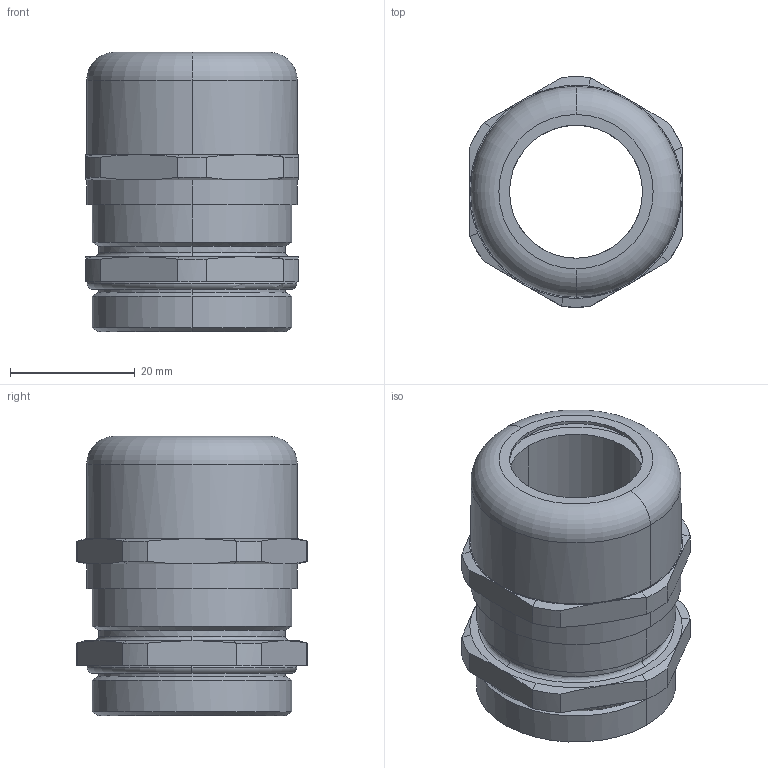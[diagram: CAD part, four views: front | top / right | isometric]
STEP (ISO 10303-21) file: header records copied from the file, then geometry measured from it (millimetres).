
FILE_DESCRIPTION(('CATIA V5R24 STEP','CAx-IF Rec.Pracs.--- Model Styling and Organization---1.2---2011-12-15'),'2;1');
FILE_NAME ('D1458924_0_1909530000_1909530000.stp','2018-06-04T11:02:16+00:00',('none'),('Weidmueller'),'CATIA Version 5-6 Release 2014 SP4 HF52','CATIA V5 STEP AP214','none');
FILE_SCHEMA(('AUTOMOTIVE_DESIGN { 1 0 10303 214 1 1 1 1 }'));
Length unit declared in the file: millimetre
Products named in the file (1): VG_M32_MS
Bounding box: 34 x 36.9 x 44.71 mm (x, y, z)
Volume: 16569.6 mm3; surface area: 19728.3 mm2
Topology: 5 solids, 6 shells, 173 faces, 388 edges, 234 vertices
Faces by surface type: cone 64, cylinder 58, plane 31, torus 16, bspline 4
Entity records: 5151 total; most frequent: CARTESIAN_POINT 1501, ORIENTED_EDGE 776, DIRECTION 624, EDGE_CURVE 388, AXIS2_PLACEMENT_3D 327, VERTEX_POINT 234, EDGE_LOOP 192, ADVANCED_FACE 173
